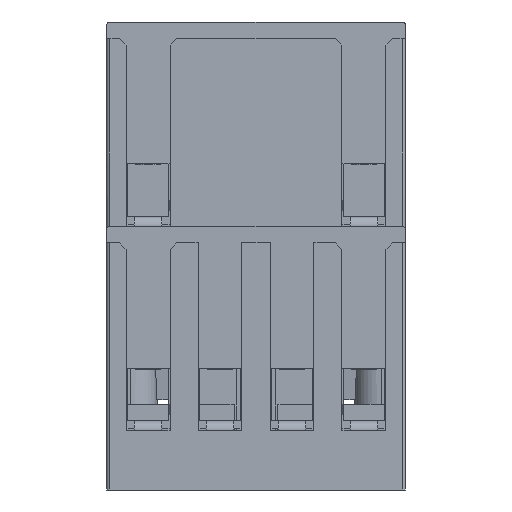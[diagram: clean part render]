
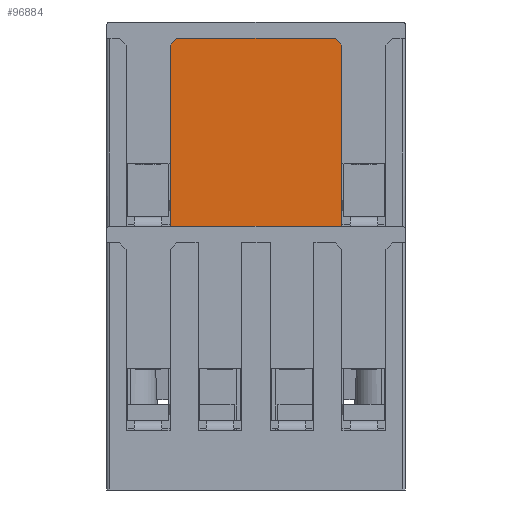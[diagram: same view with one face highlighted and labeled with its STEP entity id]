
A CAD part, left-side view. The second image highlights one B-rep face of the part: STEP entity #96884.
In plain terms, the highlighted planar face has unit normal (-1, 0, 0).
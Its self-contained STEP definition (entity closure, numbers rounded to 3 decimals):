
#1985 = CARTESIAN_POINT ( 'NONE',  ( -73.054, -15.638, -9.668 ) ) ;
#2659 = DIRECTION ( 'NONE',  ( 0., 0.707, 0.707 ) ) ;
#5473 = LINE ( 'NONE', #29871, #86368 ) ;
#8443 = VERTEX_POINT ( 'NONE', #21974 ) ;
#14741 = VECTOR ( 'NONE', #2659, 1000. ) ;
#19823 = CARTESIAN_POINT ( 'NONE',  ( -73.054, 12.362, 7.432 ) ) ;
#21774 = VECTOR ( 'NONE', #41699, 1000. ) ;
#21974 = CARTESIAN_POINT ( 'NONE',  ( -73.054, -8.463, 7.432 ) ) ;
#24207 = VERTEX_POINT ( 'NONE', #89301 ) ;
#29279 = CARTESIAN_POINT ( 'NONE',  ( -73.054, -9.063, -9.668 ) ) ;
#29841 = PLANE ( 'NONE',  #77934 ) ;
#29871 = CARTESIAN_POINT ( 'NONE',  ( -73.054, 6.587, 8.932 ) ) ;
#32488 = ORIENTED_EDGE ( 'NONE', *, *, #92010, .T. ) ;
#33417 = DIRECTION ( 'NONE',  ( 0., 0.707, -0.707 ) ) ;
#36127 = ORIENTED_EDGE ( 'NONE', *, *, #75814, .T. ) ;
#36975 = ORIENTED_EDGE ( 'NONE', *, *, #94760, .T. ) ;
#41699 = DIRECTION ( 'NONE',  ( 0., -1., 0. ) ) ;
#42159 = LINE ( 'NONE', #73884, #14741 ) ;
#44697 = VERTEX_POINT ( 'NONE', #29279 ) ;
#44846 = VERTEX_POINT ( 'NONE', #87937 ) ;
#46436 = DIRECTION ( 'NONE',  ( 0., 0., 1. ) ) ;
#47318 = VERTEX_POINT ( 'NONE', #53105 ) ;
#47541 = EDGE_LOOP ( 'NONE', ( #36975, #36127, #65941, #99497, #32488, #47826 ) ) ;
#47826 = ORIENTED_EDGE ( 'NONE', *, *, #88760, .T. ) ;
#50578 = CARTESIAN_POINT ( 'NONE',  ( -73.054, 5.987, 7.432 ) ) ;
#52657 = VECTOR ( 'NONE', #64889, 1000. ) ;
#52794 = CARTESIAN_POINT ( 'NONE',  ( -73.054, -9.063, 6.832 ) ) ;
#53105 = CARTESIAN_POINT ( 'NONE',  ( -73.054, 6.587, 6.832 ) ) ;
#53470 = DIRECTION ( 'NONE',  ( 0., 0., 1. ) ) ;
#62152 = VERTEX_POINT ( 'NONE', #52794 ) ;
#64019 = EDGE_CURVE ( 'NONE', #44846, #8443, #98314, .T. ) ;
#64889 = DIRECTION ( 'NONE',  ( 0., -1., 0. ) ) ;
#65169 = LINE ( 'NONE', #50578, #66620 ) ;
#65941 = ORIENTED_EDGE ( 'NONE', *, *, #64019, .F. ) ;
#66620 = VECTOR ( 'NONE', #33417, 1000. ) ;
#69571 = VECTOR ( 'NONE', #53470, 1000. ) ;
#70395 = FACE_OUTER_BOUND ( 'NONE', #47541, .T. ) ;
#73884 = CARTESIAN_POINT ( 'NONE',  ( -73.054, -9.063, 6.832 ) ) ;
#75814 = EDGE_CURVE ( 'NONE', #62152, #8443, #42159, .T. ) ;
#76151 = DIRECTION ( 'NONE',  ( 0., 0., -1. ) ) ;
#77934 = AXIS2_PLACEMENT_3D ( 'NONE', #86966, #78662, #46436 ) ;
#78662 = DIRECTION ( 'NONE',  ( 1., 0., 0. ) ) ;
#86368 = VECTOR ( 'NONE', #76151, 1000. ) ;
#86966 = CARTESIAN_POINT ( 'NONE',  ( -73.054, 12.362, 8.932 ) ) ;
#87937 = CARTESIAN_POINT ( 'NONE',  ( -73.054, 5.987, 7.432 ) ) ;
#88760 = EDGE_CURVE ( 'NONE', #24207, #44697, #90824, .T. ) ;
#89301 = CARTESIAN_POINT ( 'NONE',  ( -73.054, 6.587, -9.668 ) ) ;
#90824 = LINE ( 'NONE', #1985, #52657 ) ;
#92010 = EDGE_CURVE ( 'NONE', #47318, #24207, #5473, .T. ) ;
#94760 = EDGE_CURVE ( 'NONE', #44697, #62152, #100737, .T. ) ;
#96884 = ADVANCED_FACE ( 'NONE', ( #70395 ), #29841, .F. ) ;
#98065 = EDGE_CURVE ( 'NONE', #44846, #47318, #65169, .T. ) ;
#98314 = LINE ( 'NONE', #19823, #21774 ) ;
#99191 = CARTESIAN_POINT ( 'NONE',  ( -73.054, -9.063, 8.932 ) ) ;
#99497 = ORIENTED_EDGE ( 'NONE', *, *, #98065, .T. ) ;
#100737 = LINE ( 'NONE', #99191, #69571 ) ;
